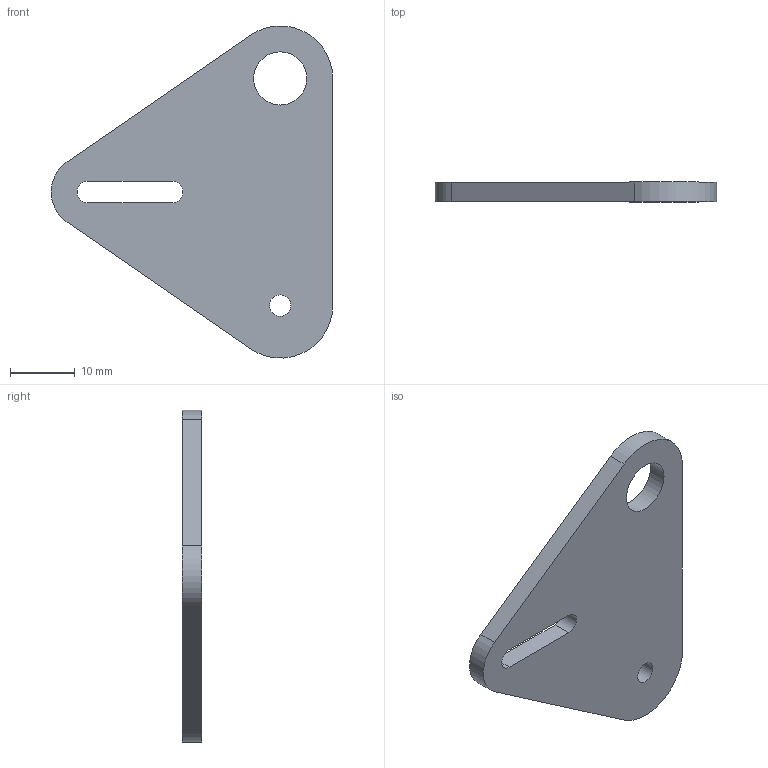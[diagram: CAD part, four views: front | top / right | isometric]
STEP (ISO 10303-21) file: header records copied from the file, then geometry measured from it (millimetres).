
FILE_DESCRIPTION(/* description */ (''),/* implementation_level */ '2;1');
FILE_NAME(/* name */ 'fixed leg retainer.step',/* time_stamp */ '2021-08-03T02:14:05+08:00',/* author */ (''),/* organization */ (''),/* preprocessor_version */ 'ST-DEVELOPER v18.1',/* originating_system */ 'Autodesk Translation Framework v10.9.0.1377',/* authorisation */ '');
FILE_SCHEMA (('AUTOMOTIVE_DESIGN { 1 0 10303 214 3 1 1 }'));
Length unit declared in the file: millimetre
Products named in the file (1): fixed leg retainer
Bounding box: 43.4 x 3 x 51.17 mm (x, y, z)
Volume: 4002.7 mm3; surface area: 3355.2 mm2
Topology: 1 solids, 1 shells, 53 faces, 144 edges, 96 vertices
Faces by surface type: plane 24, bspline 22, cylinder 7
Full cylindrical faces by diameter (mm): 3.3 x1, 8.2 x1
Entity records: 1917 total; most frequent: CARTESIAN_POINT 668, ORIENTED_EDGE 288, DIRECTION 178, EDGE_CURVE 144, VERTEX_POINT 96, LINE 86, VECTOR 86, EDGE_LOOP 62
